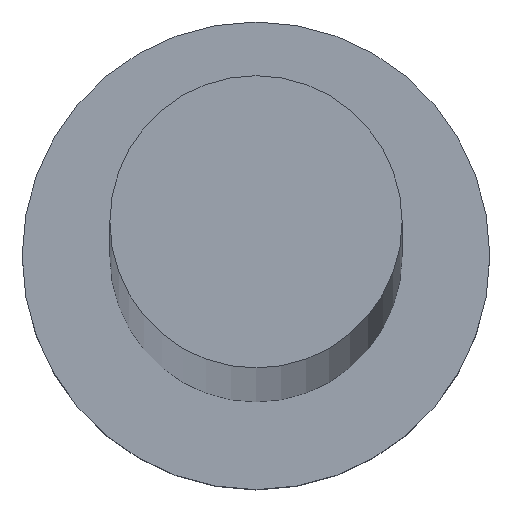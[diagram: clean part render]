
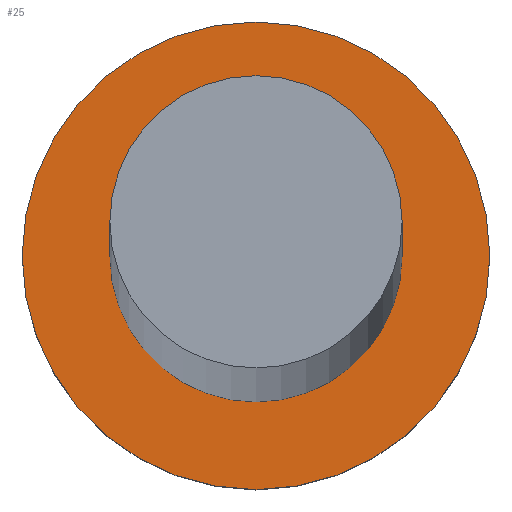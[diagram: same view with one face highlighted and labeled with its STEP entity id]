
A CAD part, top view. The second image highlights one B-rep face of the part: STEP entity #25.
In plain terms, the highlighted planar face has unit normal (0, 0, 1).
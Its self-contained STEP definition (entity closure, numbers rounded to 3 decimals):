
#2 = AXIS2_PLACEMENT_3D ( 'NONE', #47, #125, #66 ) ;
#7 = CARTESIAN_POINT ( 'NONE',  ( -6., 0., 5. ) ) ;
#18 = VERTEX_POINT ( 'NONE', #214 ) ;
#19 = EDGE_CURVE ( 'NONE', #184, #168, #165, .T. ) ;
#23 = DIRECTION ( 'NONE',  ( 0., 0., 1. ) ) ;
#25 = ADVANCED_FACE ( 'NONE', ( #75, #38 ), #201, .T. ) ;
#28 = CARTESIAN_POINT ( 'NONE',  ( 0., 0., 5. ) ) ;
#34 = DIRECTION ( 'NONE',  ( 1., 0., 0. ) ) ;
#38 = FACE_OUTER_BOUND ( 'NONE', #132, .T. ) ;
#47 = CARTESIAN_POINT ( 'NONE',  ( 0., 0., 5. ) ) ;
#50 = ORIENTED_EDGE ( 'NONE', *, *, #147, .F. ) ;
#56 = AXIS2_PLACEMENT_3D ( 'NONE', #28, #23, #122 ) ;
#59 = ORIENTED_EDGE ( 'NONE', *, *, #19, .T. ) ;
#66 = DIRECTION ( 'NONE',  ( 1., 0., 0. ) ) ;
#67 = AXIS2_PLACEMENT_3D ( 'NONE', #70, #119, #212 ) ;
#70 = CARTESIAN_POINT ( 'NONE',  ( 0., 0., 5. ) ) ;
#75 = FACE_BOUND ( 'NONE', #98, .T. ) ;
#79 = EDGE_CURVE ( 'NONE', #217, #18, #239, .T. ) ;
#97 = CIRCLE ( 'NONE', #56, 3.75 ) ;
#98 = EDGE_LOOP ( 'NONE', ( #254, #50 ) ) ;
#118 = DIRECTION ( 'NONE',  ( 1., 0., 0. ) ) ;
#119 = DIRECTION ( 'NONE',  ( 0., 0., 1. ) ) ;
#122 = DIRECTION ( 'NONE',  ( 1., 0., 0. ) ) ;
#125 = DIRECTION ( 'NONE',  ( 0., 0., 1. ) ) ;
#129 = AXIS2_PLACEMENT_3D ( 'NONE', #173, #230, #118 ) ;
#132 = EDGE_LOOP ( 'NONE', ( #59, #194 ) ) ;
#147 = EDGE_CURVE ( 'NONE', #18, #217, #97, .T. ) ;
#153 = CARTESIAN_POINT ( 'NONE',  ( 0., 0., 5. ) ) ;
#161 = CARTESIAN_POINT ( 'NONE',  ( 6., 0., 5. ) ) ;
#165 = CIRCLE ( 'NONE', #67, 6. ) ;
#167 = CIRCLE ( 'NONE', #2, 6. ) ;
#168 = VERTEX_POINT ( 'NONE', #161 ) ;
#173 = CARTESIAN_POINT ( 'NONE',  ( 0., 0., 5. ) ) ;
#184 = VERTEX_POINT ( 'NONE', #7 ) ;
#187 = AXIS2_PLACEMENT_3D ( 'NONE', #153, #197, #34 ) ;
#194 = ORIENTED_EDGE ( 'NONE', *, *, #228, .T. ) ;
#197 = DIRECTION ( 'NONE',  ( 0., 0., 1. ) ) ;
#201 = PLANE ( 'NONE',  #187 ) ;
#205 = CARTESIAN_POINT ( 'NONE',  ( -3.75, 0., 5. ) ) ;
#212 = DIRECTION ( 'NONE',  ( 1., 0., 0. ) ) ;
#214 = CARTESIAN_POINT ( 'NONE',  ( 3.75, 0., 5. ) ) ;
#217 = VERTEX_POINT ( 'NONE', #205 ) ;
#228 = EDGE_CURVE ( 'NONE', #168, #184, #167, .T. ) ;
#230 = DIRECTION ( 'NONE',  ( 0., 0., 1. ) ) ;
#239 = CIRCLE ( 'NONE', #129, 3.75 ) ;
#254 = ORIENTED_EDGE ( 'NONE', *, *, #79, .F. ) ;
